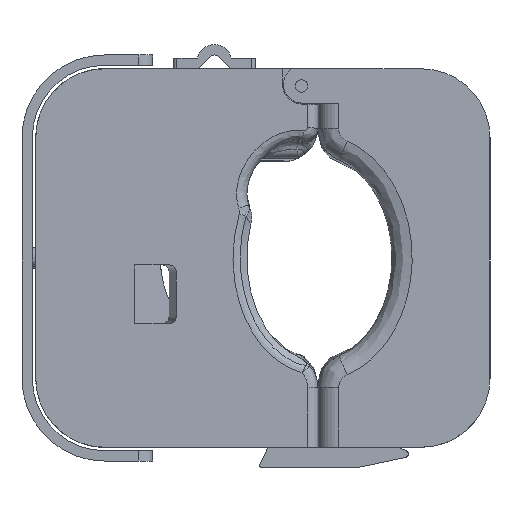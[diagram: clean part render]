
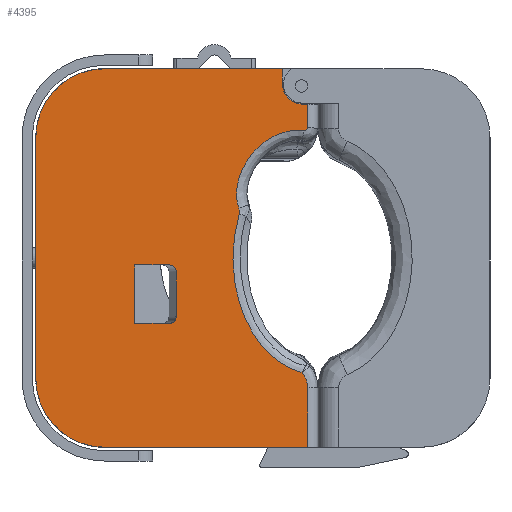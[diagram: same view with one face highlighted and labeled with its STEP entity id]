
A CAD part, left-side view. The second image highlights one B-rep face of the part: STEP entity #4395.
In plain terms, the highlighted planar face has unit normal (-1, 0, 0).
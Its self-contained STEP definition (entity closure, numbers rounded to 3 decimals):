
#77=ELLIPSE('',#4719,2.013,2.);
#78=ELLIPSE('',#4720,2.013,2.);
#148=FACE_BOUND('',#713,.T.);
#169=PLANE('',#4717);
#314=CIRCLE('',#4695,20.);
#319=CIRCLE('',#4704,20.);
#327=CIRCLE('',#4718,5.8);
#464=FACE_OUTER_BOUND('',#712,.T.);
#712=EDGE_LOOP('',(#3110,#3111,#3112,#3113,#3114,#3115,#3116,#3117,#3118,
#3119,#3120,#3121,#3122,#3123,#3124));
#713=EDGE_LOOP('',(#3125,#3126,#3127,#3128,#3129,#3130));
#983=LINE('',#6371,#1378);
#985=LINE('',#6408,#1380);
#987=LINE('',#6908,#1382);
#988=LINE('',#6915,#1383);
#989=LINE('',#6919,#1384);
#990=LINE('',#6920,#1385);
#991=LINE('',#6921,#1386);
#992=LINE('',#6924,#1387);
#993=LINE('',#6926,#1388);
#994=LINE('',#6930,#1389);
#995=LINE('',#6933,#1390);
#1378=VECTOR('',#5124,10.);
#1380=VECTOR('',#5132,10.);
#1382=VECTOR('',#5146,10.);
#1383=VECTOR('',#5149,10.);
#1384=VECTOR('',#5152,10.);
#1385=VECTOR('',#5153,10.);
#1386=VECTOR('',#5154,10.);
#1387=VECTOR('',#5155,10.);
#1388=VECTOR('',#5156,10.);
#1389=VECTOR('',#5159,10.);
#1390=VECTOR('',#5162,10.);
#1756=B_SPLINE_CURVE_WITH_KNOTS('',3,(#6396,#6397,#6398,#6399),
 .UNSPECIFIED.,.F.,.F.,(4,4),(0.327,0.812),
 .UNSPECIFIED.);
#1762=B_SPLINE_CURVE_WITH_KNOTS('',3,(#6502,#6503,#6504,#6505,#6506,#6507,
#6508,#6509),.UNSPECIFIED.,.F.,.F.,(4,1,1,1,1,4),(-5.759,-4.969,
-3.389,-1.809,-1.019,-0.302),
 .UNSPECIFIED.);
#1781=B_SPLINE_CURVE_WITH_KNOTS('',3,(#6769,#6770,#6771,#6772,#6773),
 .UNSPECIFIED.,.F.,.F.,(4,1,4),(0.009,0.069,
0.161),.UNSPECIFIED.);
#1784=B_SPLINE_CURVE_WITH_KNOTS('',3,(#6835,#6836,#6837,#6838,#6839,#6840,
#6841,#6842),.UNSPECIFIED.,.F.,.F.,(4,1,1,1,1,4),(-3.405,-2.919,
-1.946,-0.973,-0.486,0.),
 .UNSPECIFIED.);
#1787=B_SPLINE_CURVE_WITH_KNOTS('',3,(#6895,#6896,#6897,#6898,#6899,#6900,
#6901),.UNSPECIFIED.,.F.,.F.,(4,1,1,1,4),(0.,0.013,0.038,
0.101,0.176),.UNSPECIFIED.);
#1887=VERTEX_POINT('',#6295);
#1888=VERTEX_POINT('',#6297);
#1899=VERTEX_POINT('',#6332);
#1900=VERTEX_POINT('',#6334);
#1916=VERTEX_POINT('',#6369);
#1918=VERTEX_POINT('',#6393);
#1919=VERTEX_POINT('',#6395);
#1924=VERTEX_POINT('',#6500);
#1942=VERTEX_POINT('',#6767);
#1943=VERTEX_POINT('',#6768);
#1946=VERTEX_POINT('',#6834);
#1950=VERTEX_POINT('',#6906);
#1951=VERTEX_POINT('',#6914);
#1952=VERTEX_POINT('',#6916);
#1953=VERTEX_POINT('',#6918);
#1954=VERTEX_POINT('',#6922);
#1955=VERTEX_POINT('',#6923);
#1956=VERTEX_POINT('',#6925);
#1957=VERTEX_POINT('',#6927);
#1958=VERTEX_POINT('',#6929);
#1959=VERTEX_POINT('',#6931);
#2336=EDGE_CURVE('',#1887,#1888,#314,.T.);
#2349=EDGE_CURVE('',#1899,#1900,#319,.T.);
#2367=EDGE_CURVE('',#1916,#1887,#983,.T.);
#2369=EDGE_CURVE('',#1918,#1919,#1756,.T.);
#2373=EDGE_CURVE('',#1919,#1916,#985,.T.);
#2379=EDGE_CURVE('',#1924,#1918,#1762,.T.);
#2399=EDGE_CURVE('',#1942,#1943,#1781,.T.);
#2403=EDGE_CURVE('',#1943,#1946,#1784,.T.);
#2407=EDGE_CURVE('',#1946,#1924,#1787,.T.);
#2410=EDGE_CURVE('',#1950,#1942,#987,.T.);
#2412=EDGE_CURVE('',#1950,#1951,#988,.T.);
#2413=EDGE_CURVE('',#1951,#1952,#327,.T.);
#2414=EDGE_CURVE('',#1952,#1953,#989,.T.);
#2415=EDGE_CURVE('',#1900,#1953,#990,.T.);
#2416=EDGE_CURVE('',#1888,#1899,#991,.T.);
#2417=EDGE_CURVE('',#1954,#1955,#992,.T.);
#2418=EDGE_CURVE('',#1955,#1956,#993,.T.);
#2419=EDGE_CURVE('',#1956,#1957,#77,.T.);
#2420=EDGE_CURVE('',#1957,#1958,#994,.T.);
#2421=EDGE_CURVE('',#1958,#1959,#78,.T.);
#2422=EDGE_CURVE('',#1959,#1954,#995,.T.);
#3110=ORIENTED_EDGE('',*,*,#2369,.F.);
#3111=ORIENTED_EDGE('',*,*,#2379,.F.);
#3112=ORIENTED_EDGE('',*,*,#2407,.F.);
#3113=ORIENTED_EDGE('',*,*,#2403,.F.);
#3114=ORIENTED_EDGE('',*,*,#2399,.F.);
#3115=ORIENTED_EDGE('',*,*,#2410,.F.);
#3116=ORIENTED_EDGE('',*,*,#2412,.T.);
#3117=ORIENTED_EDGE('',*,*,#2413,.T.);
#3118=ORIENTED_EDGE('',*,*,#2414,.T.);
#3119=ORIENTED_EDGE('',*,*,#2415,.F.);
#3120=ORIENTED_EDGE('',*,*,#2349,.F.);
#3121=ORIENTED_EDGE('',*,*,#2416,.F.);
#3122=ORIENTED_EDGE('',*,*,#2336,.F.);
#3123=ORIENTED_EDGE('',*,*,#2367,.F.);
#3124=ORIENTED_EDGE('',*,*,#2373,.F.);
#3125=ORIENTED_EDGE('',*,*,#2417,.T.);
#3126=ORIENTED_EDGE('',*,*,#2418,.T.);
#3127=ORIENTED_EDGE('',*,*,#2419,.T.);
#3128=ORIENTED_EDGE('',*,*,#2420,.T.);
#3129=ORIENTED_EDGE('',*,*,#2421,.T.);
#3130=ORIENTED_EDGE('',*,*,#2422,.T.);
#4395=ADVANCED_FACE('',(#464,#148),#169,.T.);
#4695=AXIS2_PLACEMENT_3D('',#6298,#5077,#5078);
#4704=AXIS2_PLACEMENT_3D('',#6335,#5100,#5101);
#4717=AXIS2_PLACEMENT_3D('',#6913,#5147,#5148);
#4718=AXIS2_PLACEMENT_3D('',#6917,#5150,#5151);
#4719=AXIS2_PLACEMENT_3D('',#6928,#5157,#5158);
#4720=AXIS2_PLACEMENT_3D('',#6932,#5160,#5161);
#5077=DIRECTION('center_axis',(1.,0.,0.));
#5078=DIRECTION('ref_axis',(0.,0.707,-0.707));
#5100=DIRECTION('center_axis',(1.,0.,0.));
#5101=DIRECTION('ref_axis',(0.,0.707,0.707));
#5124=DIRECTION('',(0.,1.,0.));
#5132=DIRECTION('',(0.,0.,-1.));
#5146=DIRECTION('',(0.,0.,-1.));
#5147=DIRECTION('center_axis',(-1.,0.,0.));
#5148=DIRECTION('ref_axis',(0.,-1.,0.));
#5149=DIRECTION('',(0.,1.,0.));
#5150=DIRECTION('center_axis',(1.,0.,0.));
#5151=DIRECTION('ref_axis',(0.,1.,0.));
#5152=DIRECTION('',(0.,0.,1.));
#5153=DIRECTION('',(0.,-1.,0.));
#5154=DIRECTION('',(0.,0.,1.));
#5155=DIRECTION('',(0.,0.,1.));
#5156=DIRECTION('',(0.,-1.,0.));
#5157=DIRECTION('center_axis',(1.,0.,0.));
#5158=DIRECTION('ref_axis',(0.,-1.,0.));
#5159=DIRECTION('',(0.,0.,-1.));
#5160=DIRECTION('center_axis',(1.,0.,0.));
#5161=DIRECTION('ref_axis',(0.,-1.,0.));
#5162=DIRECTION('',(0.,1.,0.));
#6295=CARTESIAN_POINT('',(-110.738,1.538,-55.));
#6297=CARTESIAN_POINT('',(-110.738,21.538,-35.));
#6298=CARTESIAN_POINT('Origin',(-110.738,1.538,-35.));
#6332=CARTESIAN_POINT('',(-110.738,21.538,35.));
#6334=CARTESIAN_POINT('',(-110.738,1.538,55.));
#6335=CARTESIAN_POINT('Origin',(-110.738,1.538,35.));
#6369=CARTESIAN_POINT('',(-110.738,-57.462,-55.));
#6371=CARTESIAN_POINT('',(-110.738,-110.462,-55.));
#6393=CARTESIAN_POINT('',(-110.738,-55.848,-33.252));
#6395=CARTESIAN_POINT('',(-110.738,-57.462,-37.726));
#6396=CARTESIAN_POINT('Ctrl Pts',(-110.738,-55.848,-33.252));
#6397=CARTESIAN_POINT('Ctrl Pts',(-110.738,-56.881,-34.497));
#6398=CARTESIAN_POINT('Ctrl Pts',(-110.738,-57.462,-36.109));
#6399=CARTESIAN_POINT('Ctrl Pts',(-110.738,-57.462,-37.726));
#6408=CARTESIAN_POINT('',(-110.738,-57.462,0.));
#6500=CARTESIAN_POINT('',(-110.738,-37.57,12.768));
#6502=CARTESIAN_POINT('Ctrl Pts',(-110.738,-37.57,12.768));
#6503=CARTESIAN_POINT('Ctrl Pts',(-110.738,-36.827,10.241));
#6504=CARTESIAN_POINT('Ctrl Pts',(-110.738,-35.318,2.447));
#6505=CARTESIAN_POINT('Ctrl Pts',(-110.738,-36.094,-10.853));
#6506=CARTESIAN_POINT('Ctrl Pts',(-110.738,-41.458,-23.202));
#6507=CARTESIAN_POINT('Ctrl Pts',(-110.738,-48.919,-30.491));
#6508=CARTESIAN_POINT('Ctrl Pts',(-110.738,-53.536,-32.658));
#6509=CARTESIAN_POINT('Ctrl Pts',(-110.738,-55.848,-33.252));
#6767=CARTESIAN_POINT('',(-110.738,-57.462,37.899));
#6768=CARTESIAN_POINT('',(-110.738,-56.351,37.078));
#6769=CARTESIAN_POINT('Ctrl Pts',(-110.738,-57.461,37.899));
#6770=CARTESIAN_POINT('Ctrl Pts',(-110.738,-57.426,37.7));
#6771=CARTESIAN_POINT('Ctrl Pts',(-110.738,-57.185,37.225));
#6772=CARTESIAN_POINT('Ctrl Pts',(-110.738,-56.655,37.039));
#6773=CARTESIAN_POINT('Ctrl Pts',(-110.738,-56.351,37.078));
#6834=CARTESIAN_POINT('',(-110.738,-37.428,14.503));
#6835=CARTESIAN_POINT('Ctrl Pts',(-110.738,-56.351,37.078));
#6836=CARTESIAN_POINT('Ctrl Pts',(-110.738,-54.742,37.281));
#6837=CARTESIAN_POINT('Ctrl Pts',(-110.738,-49.799,36.9));
#6838=CARTESIAN_POINT('Ctrl Pts',(-110.738,-42.599,32.642));
#6839=CARTESIAN_POINT('Ctrl Pts',(-110.738,-37.985,25.735));
#6840=CARTESIAN_POINT('Ctrl Pts',(-110.738,-36.595,19.324));
#6841=CARTESIAN_POINT('Ctrl Pts',(-110.738,-36.941,16.05));
#6842=CARTESIAN_POINT('Ctrl Pts',(-110.738,-37.428,14.503));
#6895=CARTESIAN_POINT('Ctrl Pts',(-110.738,-37.428,14.503));
#6896=CARTESIAN_POINT('Ctrl Pts',(-110.738,-37.44,14.463));
#6897=CARTESIAN_POINT('Ctrl Pts',(-110.738,-37.477,14.342));
#6898=CARTESIAN_POINT('Ctrl Pts',(-110.738,-37.563,14.017));
#6899=CARTESIAN_POINT('Ctrl Pts',(-110.738,-37.653,13.478));
#6900=CARTESIAN_POINT('Ctrl Pts',(-110.738,-37.641,13.009));
#6901=CARTESIAN_POINT('Ctrl Pts',(-110.738,-37.57,12.768));
#6906=CARTESIAN_POINT('',(-110.738,-57.462,44.7));
#6908=CARTESIAN_POINT('',(-110.738,-57.462,0.));
#6913=CARTESIAN_POINT('Origin',(-110.738,21.538,0.));
#6914=CARTESIAN_POINT('',(-110.738,-55.962,44.7));
#6915=CARTESIAN_POINT('',(-110.738,-19.462,44.7));
#6916=CARTESIAN_POINT('',(-110.738,-50.162,50.5));
#6917=CARTESIAN_POINT('Origin',(-110.738,-55.962,50.5));
#6918=CARTESIAN_POINT('',(-110.738,-50.162,55.));
#6919=CARTESIAN_POINT('',(-110.738,-50.162,25.25));
#6920=CARTESIAN_POINT('',(-110.738,-110.462,55.));
#6921=CARTESIAN_POINT('',(-110.738,21.538,0.));
#6922=CARTESIAN_POINT('',(-110.738,-7.203,-19.031));
#6923=CARTESIAN_POINT('',(-110.738,-7.203,-2.031));
#6924=CARTESIAN_POINT('',(-110.738,-7.203,-1.015));
#6925=CARTESIAN_POINT('',(-110.738,-17.267,-2.031));
#6926=CARTESIAN_POINT('',(-110.738,3.178,-2.031));
#6927=CARTESIAN_POINT('',(-110.738,-19.28,-4.031));
#6928=CARTESIAN_POINT('Origin',(-110.738,-17.267,-4.031));
#6929=CARTESIAN_POINT('',(-110.738,-19.28,-17.031));
#6930=CARTESIAN_POINT('',(-110.738,-19.28,-8.515));
#6931=CARTESIAN_POINT('',(-110.738,-17.267,-19.031));
#6932=CARTESIAN_POINT('Origin',(-110.738,-17.267,-17.031));
#6933=CARTESIAN_POINT('',(-110.738,5.661,-19.031));
